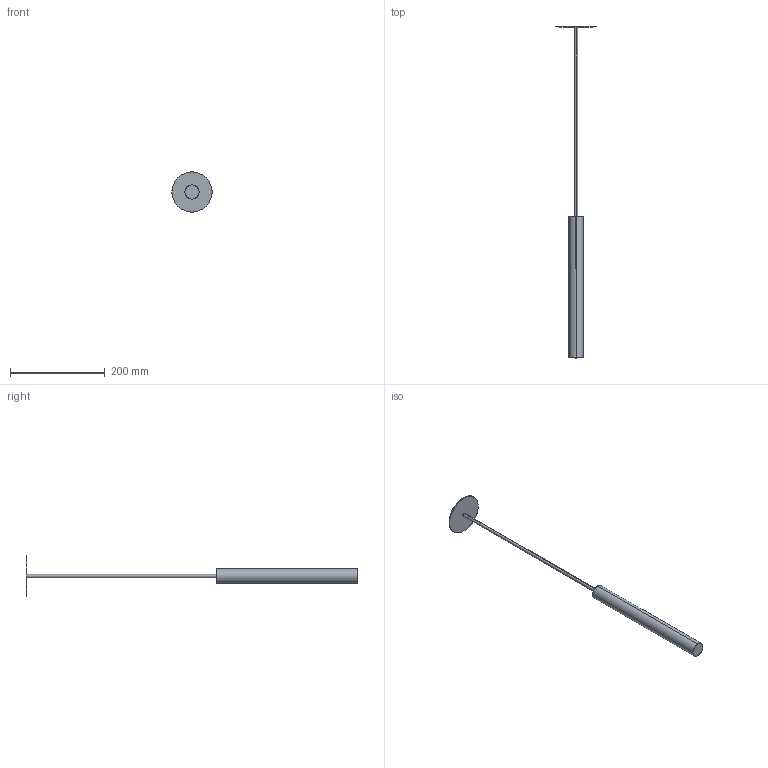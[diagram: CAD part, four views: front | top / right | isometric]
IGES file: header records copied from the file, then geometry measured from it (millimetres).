
Start section: SolidWorks IGES file using analytic representation for surfaces
Global section: file name: 00-5981.IGS; native system: SolidWorks 2017; preprocessor: SolidWorks 2017; author: agras; date: 171120.102444; units: millimetre
Bounding box: 85 x 702 x 85 mm (x, y, z)
Surface area: 50290.6 mm2 (no closed solid volume)
Topology: 0 solids, 0 shells, 10 faces, 344 edges, 344 vertices
Faces by surface type: revolution 6, bspline 4
